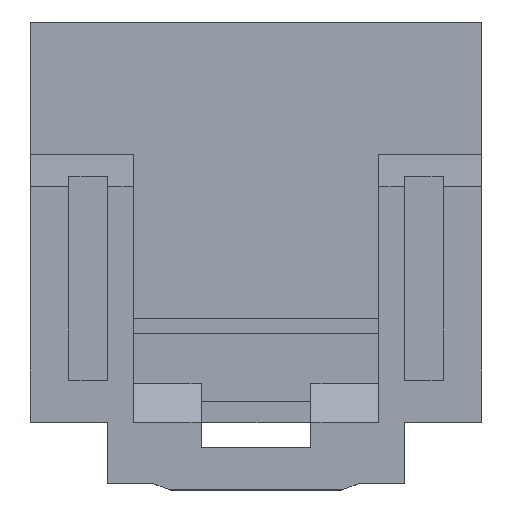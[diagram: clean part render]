
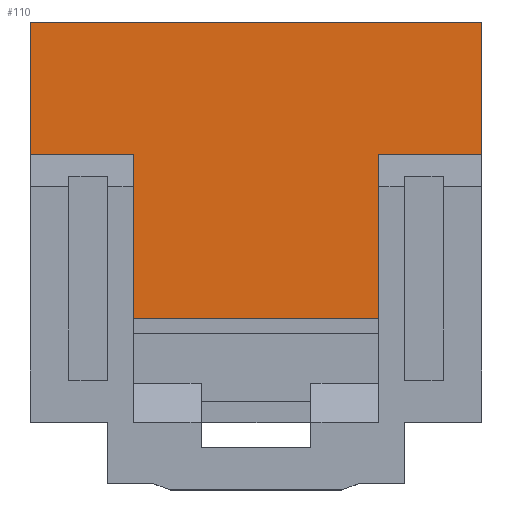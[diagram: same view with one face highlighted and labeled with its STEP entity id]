
A CAD part, top view. The second image highlights one B-rep face of the part: STEP entity #110.
In plain terms, the highlighted planar face has unit normal (0, 0, 1).
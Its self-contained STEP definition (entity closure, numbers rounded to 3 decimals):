
#110=ADVANCED_FACE('',(#682),#397,.T.);
#397=PLANE('',#5158);
#682=FACE_OUTER_BOUND('',#980,.T.);
#980=EDGE_LOOP('',(#1580,#1581,#1582,#1583,#1584,#1585,#1586,#1587));
#1580=ORIENTED_EDGE('',*,*,#3133,.F.);
#1581=ORIENTED_EDGE('',*,*,#3131,.T.);
#1582=ORIENTED_EDGE('',*,*,#3266,.T.);
#1583=ORIENTED_EDGE('',*,*,#3267,.F.);
#1584=ORIENTED_EDGE('',*,*,#3268,.F.);
#1585=ORIENTED_EDGE('',*,*,#3264,.T.);
#1586=ORIENTED_EDGE('',*,*,#3215,.T.);
#1587=ORIENTED_EDGE('',*,*,#3137,.T.);
#2688=VERTEX_POINT('',#6846);
#2689=VERTEX_POINT('',#6848);
#2690=VERTEX_POINT('',#6852);
#2693=VERTEX_POINT('',#6860);
#2762=VERTEX_POINT('',#7011);
#2787=VERTEX_POINT('',#7111);
#2788=VERTEX_POINT('',#7115);
#2789=VERTEX_POINT('',#7117);
#3131=EDGE_CURVE('',#2689,#2688,#3821,.T.);
#3133=EDGE_CURVE('',#2689,#2690,#3823,.T.);
#3137=EDGE_CURVE('',#2693,#2690,#3827,.T.);
#3215=EDGE_CURVE('',#2762,#2693,#3905,.T.);
#3264=EDGE_CURVE('',#2787,#2762,#3954,.T.);
#3266=EDGE_CURVE('',#2688,#2788,#3956,.T.);
#3267=EDGE_CURVE('',#2789,#2788,#3957,.T.);
#3268=EDGE_CURVE('',#2787,#2789,#3958,.T.);
#3821=LINE('',#6847,#4511);
#3823=LINE('',#6851,#4513);
#3827=LINE('',#6859,#4517);
#3905=LINE('',#7013,#4595);
#3954=LINE('',#7110,#4644);
#3956=LINE('',#7114,#4646);
#3957=LINE('',#7116,#4647);
#3958=LINE('',#7118,#4648);
#4511=VECTOR('',#5519,1.);
#4513=VECTOR('',#5523,1.);
#4517=VECTOR('',#5529,1.);
#4595=VECTOR('',#5619,1.);
#4644=VECTOR('',#5716,1.);
#4646=VECTOR('',#5720,1.);
#4647=VECTOR('',#5721,1.);
#4648=VECTOR('',#5722,1.);
#5158=AXIS2_PLACEMENT_3D('',#7119,#5723,#5724);
#5519=DIRECTION('',(1.,0.,0.));
#5523=DIRECTION('',(0.,1.,0.));
#5529=DIRECTION('',(-1.,0.,0.));
#5619=DIRECTION('',(0.,1.,0.));
#5716=DIRECTION('',(1.,0.,0.));
#5720=DIRECTION('',(0.,-1.,0.));
#5721=DIRECTION('',(-1.,0.,0.));
#5722=DIRECTION('',(0.,-1.,0.));
#5723=DIRECTION('',(0.,0.,1.));
#5724=DIRECTION('',(1.,0.,0.));
#6846=CARTESIAN_POINT('',(-8.8,11.25,6.25));
#6847=CARTESIAN_POINT('',(2.,11.25,6.25));
#6848=CARTESIAN_POINT('',(-12.,11.25,6.25));
#6851=CARTESIAN_POINT('',(-12.,11.25,6.25));
#6852=CARTESIAN_POINT('',(-12.,15.35,6.25));
#6859=CARTESIAN_POINT('',(2.,15.35,6.25));
#6860=CARTESIAN_POINT('',(2.,15.35,6.25));
#7011=CARTESIAN_POINT('',(2.,11.25,6.25));
#7013=CARTESIAN_POINT('',(2.,11.25,6.25));
#7110=CARTESIAN_POINT('',(2.,11.25,6.25));
#7111=CARTESIAN_POINT('',(-1.2,11.25,6.25));
#7114=CARTESIAN_POINT('',(-8.8,11.25,6.25));
#7115=CARTESIAN_POINT('',(-8.8,6.15,6.25));
#7116=CARTESIAN_POINT('',(-1.2,6.15,6.25));
#7117=CARTESIAN_POINT('',(-1.2,6.15,6.25));
#7118=CARTESIAN_POINT('',(-1.2,11.25,6.25));
#7119=CARTESIAN_POINT('',(2.,11.25,6.25));
